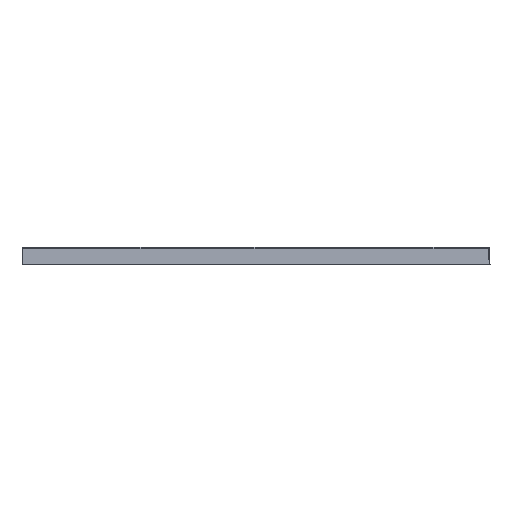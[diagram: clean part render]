
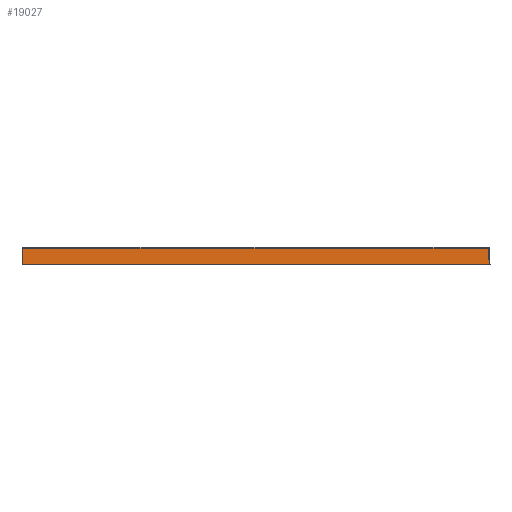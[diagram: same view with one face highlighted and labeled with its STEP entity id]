
A CAD part, top view. The second image highlights one B-rep face of the part: STEP entity #19027.
In plain terms, the highlighted planar face has unit normal (0, 0.035, 0.999).
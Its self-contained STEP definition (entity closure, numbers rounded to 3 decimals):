
#1=CARTESIAN_POINT('',(-500.,-2.001,436.173));
#2=CARTESIAN_POINT('',(-490.658,-2.007,436.173));
#3=CARTESIAN_POINT('',(-453.991,-2.027,436.174));
#4=CARTESIAN_POINT('',(-417.325,-2.039,436.174));
#5=CARTESIAN_POINT('',(-390.,-2.039,436.174));
#7=CARTESIAN_POINT('',(390.,-2.039,436.174));
#8=CARTESIAN_POINT('',(411.432,-2.039,436.174));
#9=CARTESIAN_POINT('',(453.946,-2.028,436.174));
#10=CARTESIAN_POINT('',(519.325,-1.991,436.173));
#11=CARTESIAN_POINT('',(566.784,-1.955,436.17));
#12=CARTESIAN_POINT('',(593.159,-1.934,436.171));
#13=CARTESIAN_POINT('',(596.672,-1.932,436.171));
#15=DIRECTION('',(0.035,-0.999,0.035));
#16=VECTOR('',#15,38.115);
#17=CARTESIAN_POINT('',(596.672,-1.932,436.171));
#18=LINE('',#17,#16);
#19=DIRECTION('',(0.,-0.999,0.035));
#20=VECTOR('',#19,38.022);
#21=CARTESIAN_POINT('',(-500.,-2.001,436.173));
#22=LINE('',#21,#20);
#88=DIRECTION('',(1.,0.,0.));
#89=VECTOR('',#88,1098.001);
#90=CARTESIAN_POINT('',(-500.,-40.,437.5));
#91=LINE('',#90,#89);
#709=CARTESIAN_POINT('',(390.,-2.039,436.174));
#710=CARTESIAN_POINT('',(382.521,-2.039,436.174));
#711=CARTESIAN_POINT('',(367.914,-2.038,436.174));
#712=CARTESIAN_POINT('',(347.324,-2.035,436.174));
#713=CARTESIAN_POINT('',(327.249,-2.032,436.174));
#714=CARTESIAN_POINT('',(306.81,-2.027,436.174));
#715=CARTESIAN_POINT('',(284.526,-2.02,436.174));
#716=CARTESIAN_POINT('',(261.408,-2.012,436.173));
#717=CARTESIAN_POINT('',(236.609,-2.003,436.173));
#718=CARTESIAN_POINT('',(208.467,-1.993,436.173));
#719=CARTESIAN_POINT('',(177.16,-1.981,436.172));
#720=CARTESIAN_POINT('',(141.394,-1.967,436.172));
#721=CARTESIAN_POINT('',(114.374,-1.959,436.172));
#722=CARTESIAN_POINT('',(100.087,-1.955,436.171));
#754=DIRECTION('',(-1.,0.,0.));
#755=VECTOR('',#754,100.087);
#756=CARTESIAN_POINT('',(100.087,-1.955,436.171));
#757=LINE('',#756,#755);
#763=DIRECTION('',(-1.,0.,0.));
#764=VECTOR('',#763,100.087);
#765=CARTESIAN_POINT('',(0.,-1.955,
436.171));
#766=LINE('',#765,#764);
#797=CARTESIAN_POINT('',(-100.087,-1.955,436.171));
#798=CARTESIAN_POINT('',(-132.117,-1.964,436.172));
#799=CARTESIAN_POINT('',(-196.299,-1.983,436.172));
#800=CARTESIAN_POINT('',(-292.936,-2.011,436.173));
#801=CARTESIAN_POINT('',(-357.605,-2.029,436.174));
#802=CARTESIAN_POINT('',(-390.,-2.039,436.174));
#17338=CARTESIAN_POINT('',(-500.,-2.001,436.173));
#17339=CARTESIAN_POINT('',(-500.,-40.,437.5));
#17340=VERTEX_POINT('',#17338);
#17341=VERTEX_POINT('',#17339);
#17342=VERTEX_POINT('',#5);
#17343=VERTEX_POINT('',#797);
#17344=CARTESIAN_POINT('',(0.,-1.955,
436.171));
#17345=VERTEX_POINT('',#17344);
#17346=CARTESIAN_POINT('',(100.087,-1.955,
436.171));
#17347=VERTEX_POINT('',#17346);
#17348=VERTEX_POINT('',#709);
#17349=VERTEX_POINT('',#13);
#17350=CARTESIAN_POINT('',(598.001,-40.,
437.5));
#17351=VERTEX_POINT('',#17350);
#19002=CARTESIAN_POINT('',(49.001,-20.966,
436.835));
#19003=DIRECTION('',(0.,0.035,0.999));
#19004=DIRECTION('',(0.,0.999,-0.035));
#19005=AXIS2_PLACEMENT_3D('',#19002,#19003,#19004);
#19006=PLANE('',#19005);
#19008=ORIENTED_EDGE('',*,*,#19007,.F.);
#19010=ORIENTED_EDGE('',*,*,#19009,.T.);
#19012=ORIENTED_EDGE('',*,*,#19011,.F.);
#19014=ORIENTED_EDGE('',*,*,#19013,.F.);
#19016=ORIENTED_EDGE('',*,*,#19015,.F.);
#19018=ORIENTED_EDGE('',*,*,#19017,.F.);
#19020=ORIENTED_EDGE('',*,*,#19019,.T.);
#19022=ORIENTED_EDGE('',*,*,#19021,.T.);
#19024=ORIENTED_EDGE('',*,*,#19023,.F.);
#19025=EDGE_LOOP('',(#19008,#19010,#19012,#19014,#19016,#19018,#19020,#19022,
#19024));
#19026=FACE_OUTER_BOUND('',#19025,.F.);
#19027=ADVANCED_FACE('',(#19026),#19006,.T.);
#6=B_SPLINE_CURVE_WITH_KNOTS('',3,(#1,#2,#3,#4,#5),.UNSPECIFIED.,.F.,.F.,(4,1,
4),(0.,0.255,1.),.UNSPECIFIED.);
#14=B_SPLINE_CURVE_WITH_KNOTS('',3,(#7,#8,#9,#10,#11,#12,#13),.UNSPECIFIED.,.F.,
.F.,(4,1,1,1,4),(0.,0.311,0.617,0.949,
1.),.UNSPECIFIED.);
#723=B_SPLINE_CURVE_WITH_KNOTS('',3,(#709,#710,#711,#712,#713,#714,#715,#716,
#717,#718,#719,#720,#721,#722),.UNSPECIFIED.,.F.,.F.,(4,1,1,1,1,1,1,1,1,1,1,4),(
0.,0.091,0.182,0.273,0.364,
0.455,0.545,0.636,0.727,
0.818,0.909,1.),.UNSPECIFIED.);
#803=B_SPLINE_CURVE_WITH_KNOTS('',3,(#797,#798,#799,#800,#801,#802),
.UNSPECIFIED.,.F.,.F.,(4,1,1,4),(0.,0.333,0.667,1.),
.UNSPECIFIED.);
#19007=EDGE_CURVE('',#17340,#17341,#22,.T.);
#19009=EDGE_CURVE('',#17340,#17342,#6,.T.);
#19011=EDGE_CURVE('',#17343,#17342,#803,.T.);
#19013=EDGE_CURVE('',#17345,#17343,#766,.T.);
#19015=EDGE_CURVE('',#17347,#17345,#757,.T.);
#19017=EDGE_CURVE('',#17348,#17347,#723,.T.);
#19019=EDGE_CURVE('',#17348,#17349,#14,.T.);
#19021=EDGE_CURVE('',#17349,#17351,#18,.T.);
#19023=EDGE_CURVE('',#17341,#17351,#91,.T.);
